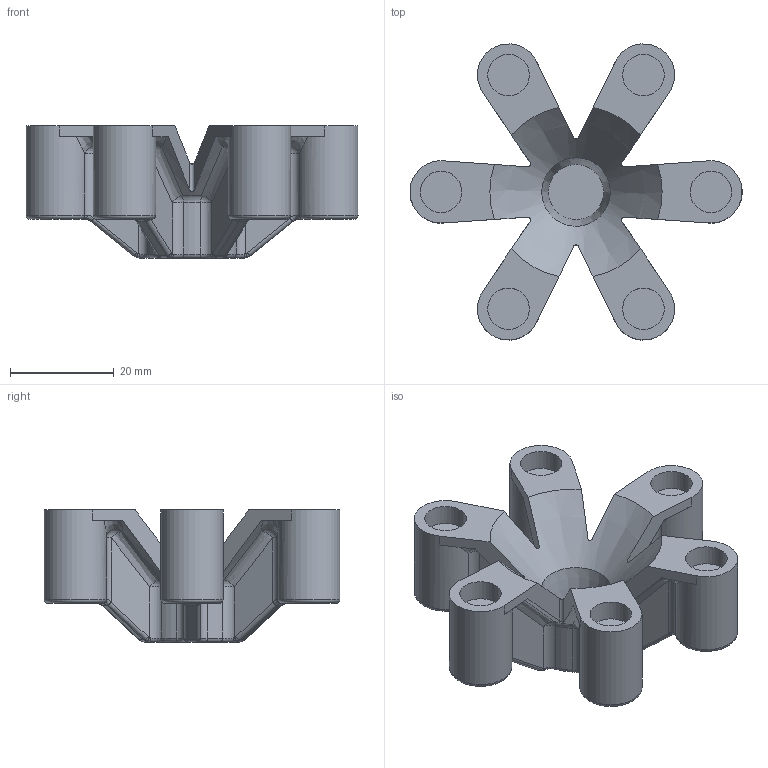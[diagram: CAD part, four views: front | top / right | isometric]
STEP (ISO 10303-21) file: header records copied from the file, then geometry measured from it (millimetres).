
FILE_DESCRIPTION((''),'2;1');
FILE_NAME('Palmiga_ORC_rim.stp','2014-11-03T13:56:35',('tpm'),(''),'Autodesk Inventor 2012','Autodesk Inventor 2012','');
FILE_SCHEMA(('AUTOMOTIVE_DESIGN { 1 0 10303 214 1 1 1 1 }'));
Length unit declared in the file: millimetre
Products named in the file (1): Palmiga_ORC_rim
Bounding box: 63.96 x 56.99 x 25.5 mm (x, y, z)
Volume: 19215.2 mm3; surface area: 12377.2 mm2
Topology: 1 solids, 1 shells, 301 faces, 693 edges, 408 vertices
Faces by surface type: cylinder 79, plane 76, bspline 60, torus 54, sphere 24, cone 8
Full cylindrical faces by diameter (mm): 4.2 x7, 8 x6
Entity records: 9999 total; most frequent: CARTESIAN_POINT 3509, DIRECTION 1374, ORIENTED_EDGE 1340, EDGE_CURVE 670, AXIS2_PLACEMENT_3D 606, VERTEX_POINT 400, CIRCLE 340, EDGE_LOOP 330
